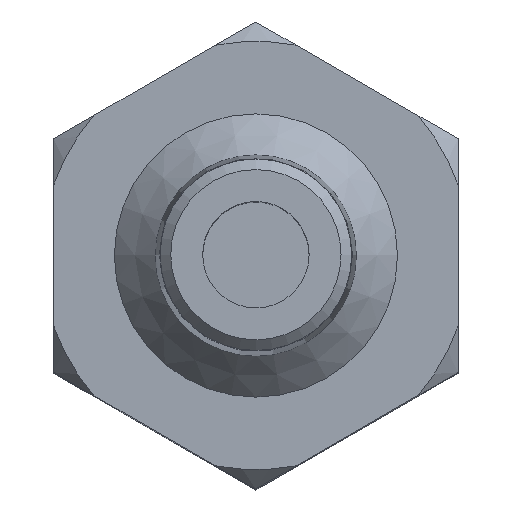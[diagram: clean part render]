
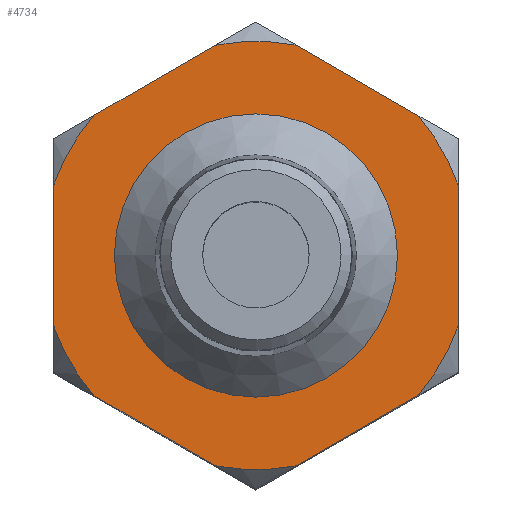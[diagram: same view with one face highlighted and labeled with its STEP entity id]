
A CAD part, top view. The second image highlights one B-rep face of the part: STEP entity #4734.
In plain terms, the highlighted face is planar.
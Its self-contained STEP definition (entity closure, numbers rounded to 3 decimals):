
#132=FACE_BOUND('',#827,.T.);
#172=CIRCLE('',#4938,10.059);
#173=CIRCLE('',#4940,10.059);
#174=CIRCLE('',#4942,10.059);
#175=CIRCLE('',#4944,10.059);
#176=CIRCLE('',#4946,10.059);
#177=CIRCLE('',#4948,10.059);
#185=CIRCLE('',#4964,6.651);
#535=FACE_OUTER_BOUND('',#826,.T.);
#826=EDGE_LOOP('',(#4298,#4299,#4300,#4301,#4302,#4303,#4304,#4305,#4306,
#4307,#4308,#4309));
#827=EDGE_LOOP('',(#4310));
#1243=LINE('',#8486,#1664);
#1264=LINE('',#8684,#1685);
#1267=LINE('',#8706,#1688);
#1270=LINE('',#8728,#1691);
#1273=LINE('',#8750,#1694);
#1275=LINE('',#8766,#1696);
#1664=VECTOR('',#5644,6.615);
#1685=VECTOR('',#5757,6.615);
#1688=VECTOR('',#5762,6.615);
#1691=VECTOR('',#5767,6.615);
#1694=VECTOR('',#5772,6.615);
#1696=VECTOR('',#5776,6.615);
#2225=VERTEX_POINT('',#8481);
#2226=VERTEX_POINT('',#8485);
#2272=VERTEX_POINT('',#8679);
#2273=VERTEX_POINT('',#8683);
#2278=VERTEX_POINT('',#8701);
#2279=VERTEX_POINT('',#8705);
#2284=VERTEX_POINT('',#8723);
#2285=VERTEX_POINT('',#8727);
#2290=VERTEX_POINT('',#8745);
#2291=VERTEX_POINT('',#8749);
#2294=VERTEX_POINT('',#8761);
#2295=VERTEX_POINT('',#8765);
#2299=VERTEX_POINT('',#8806);
#2865=EDGE_CURVE('',#2225,#2226,#1243,.T.);
#2931=EDGE_CURVE('',#2272,#2273,#1264,.T.);
#2938=EDGE_CURVE('',#2278,#2279,#1267,.T.);
#2945=EDGE_CURVE('',#2284,#2285,#1270,.T.);
#2952=EDGE_CURVE('',#2290,#2291,#1273,.T.);
#2957=EDGE_CURVE('',#2294,#2295,#1275,.T.);
#2962=EDGE_CURVE('',#2294,#2291,#172,.T.);
#2963=EDGE_CURVE('',#2290,#2285,#173,.T.);
#2964=EDGE_CURVE('',#2284,#2279,#174,.T.);
#2965=EDGE_CURVE('',#2278,#2273,#175,.T.);
#2966=EDGE_CURVE('',#2272,#2226,#176,.T.);
#2967=EDGE_CURVE('',#2225,#2295,#177,.T.);
#2975=EDGE_CURVE('',#2299,#2299,#185,.T.);
#4298=ORIENTED_EDGE('',*,*,#2962,.T.);
#4299=ORIENTED_EDGE('',*,*,#2952,.F.);
#4300=ORIENTED_EDGE('',*,*,#2963,.T.);
#4301=ORIENTED_EDGE('',*,*,#2945,.F.);
#4302=ORIENTED_EDGE('',*,*,#2964,.T.);
#4303=ORIENTED_EDGE('',*,*,#2938,.F.);
#4304=ORIENTED_EDGE('',*,*,#2965,.T.);
#4305=ORIENTED_EDGE('',*,*,#2931,.F.);
#4306=ORIENTED_EDGE('',*,*,#2966,.T.);
#4307=ORIENTED_EDGE('',*,*,#2865,.F.);
#4308=ORIENTED_EDGE('',*,*,#2967,.T.);
#4309=ORIENTED_EDGE('',*,*,#2957,.F.);
#4310=ORIENTED_EDGE('',*,*,#2975,.T.);
#4480=PLANE('',#4963);
#4734=ADVANCED_FACE('',(#535,#132),#4480,.F.);
#4938=AXIS2_PLACEMENT_3D('',#8779,#5784,#5785);
#4940=AXIS2_PLACEMENT_3D('',#8781,#5788,#5789);
#4942=AXIS2_PLACEMENT_3D('',#8783,#5792,#5793);
#4944=AXIS2_PLACEMENT_3D('',#8785,#5796,#5797);
#4946=AXIS2_PLACEMENT_3D('',#8787,#5800,#5801);
#4948=AXIS2_PLACEMENT_3D('',#8789,#5804,#5805);
#4963=AXIS2_PLACEMENT_3D('',#8805,#5834,#5835);
#4964=AXIS2_PLACEMENT_3D('',#8807,#5836,#5837);
#5644=DIRECTION('',(0.,0.,1.));
#5757=DIRECTION('',(-0.866,0.,0.5));
#5762=DIRECTION('',(-0.866,0.,-0.5));
#5767=DIRECTION('',(0.,0.,-1.));
#5772=DIRECTION('',(0.866,0.,-0.5));
#5776=DIRECTION('',(0.866,0.,0.5));
#5784=DIRECTION('center_axis',(0.,1.,0.));
#5785=DIRECTION('ref_axis',(0.,0.,-1.));
#5788=DIRECTION('center_axis',(0.,1.,0.));
#5789=DIRECTION('ref_axis',(0.,0.,-1.));
#5792=DIRECTION('center_axis',(0.,1.,0.));
#5793=DIRECTION('ref_axis',(0.,0.,-1.));
#5796=DIRECTION('center_axis',(0.,1.,0.));
#5797=DIRECTION('ref_axis',(0.,0.,-1.));
#5800=DIRECTION('center_axis',(0.,1.,0.));
#5801=DIRECTION('ref_axis',(0.,0.,-1.));
#5804=DIRECTION('center_axis',(0.,1.,0.));
#5805=DIRECTION('ref_axis',(0.,0.,-1.));
#5834=DIRECTION('center_axis',(0.,-1.,0.));
#5835=DIRECTION('ref_axis',(0.,0.,-1.));
#5836=DIRECTION('center_axis',(0.,-1.,0.));
#5837=DIRECTION('ref_axis',(1.,0.,0.));
#8481=CARTESIAN_POINT('',(9.5,35.84,-3.307));
#8485=CARTESIAN_POINT('',(9.5,35.84,3.307));
#8486=CARTESIAN_POINT('',(9.5,35.84,-5.485));
#8679=CARTESIAN_POINT('',(7.614,35.84,6.574));
#8683=CARTESIAN_POINT('',(1.886,35.84,9.881));
#8684=CARTESIAN_POINT('',(9.5,35.84,5.485));
#8701=CARTESIAN_POINT('',(-1.886,35.84,9.881));
#8705=CARTESIAN_POINT('',(-7.614,35.84,6.574));
#8706=CARTESIAN_POINT('',(0.,35.84,10.97));
#8723=CARTESIAN_POINT('',(-9.5,35.84,3.307));
#8727=CARTESIAN_POINT('',(-9.5,35.84,-3.307));
#8728=CARTESIAN_POINT('',(-9.5,35.84,5.485));
#8745=CARTESIAN_POINT('',(-7.614,35.84,-6.574));
#8749=CARTESIAN_POINT('',(-1.886,35.84,-9.881));
#8750=CARTESIAN_POINT('',(-9.5,35.84,-5.485));
#8761=CARTESIAN_POINT('',(1.886,35.84,-9.881));
#8765=CARTESIAN_POINT('',(7.614,35.84,-6.574));
#8766=CARTESIAN_POINT('',(0.,35.84,-10.97));
#8779=CARTESIAN_POINT('Origin',(0.,35.84,0.));
#8781=CARTESIAN_POINT('Origin',(0.,35.84,0.));
#8783=CARTESIAN_POINT('Origin',(0.,35.84,0.));
#8785=CARTESIAN_POINT('Origin',(0.,35.84,0.));
#8787=CARTESIAN_POINT('Origin',(0.,35.84,0.));
#8789=CARTESIAN_POINT('Origin',(0.,35.84,0.));
#8805=CARTESIAN_POINT('Origin',(0.,35.84,0.));
#8806=CARTESIAN_POINT('',(-6.651,35.84,0.));
#8807=CARTESIAN_POINT('Origin',(0.,35.84,0.));
